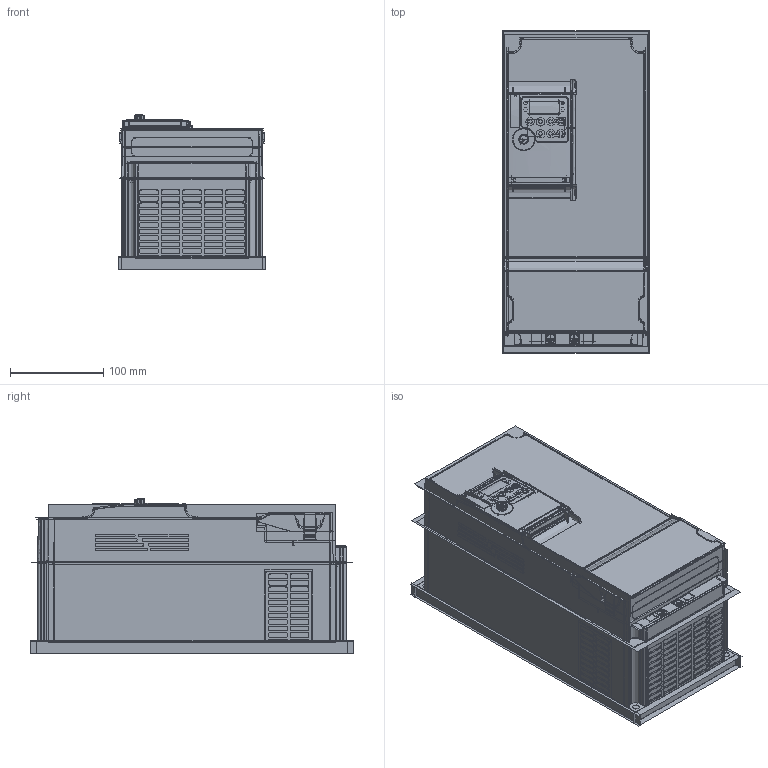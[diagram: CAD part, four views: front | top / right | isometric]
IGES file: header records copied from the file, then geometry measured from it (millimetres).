
Start section:  PTC IGES file: 15-22KW.igs
Global section: file name: 15-22KW.igs; native system: Pro/ENGINEER by Parametric Technology Corporation; preprocessor: 2010280; author: PC-TR; organization: Unknown; date: 20180712.173435; units: millimetre
Bounding box: 157.04 x 345.28 x 166.46 mm (x, y, z)
Surface area: 1677718.7 mm2 (no closed solid volume)
Topology: 0 solids, 0 shells, 7082 faces, 105718 edges, 137659 vertices
Faces by surface type: bspline 4730, revolution 2334, extrusion 18
